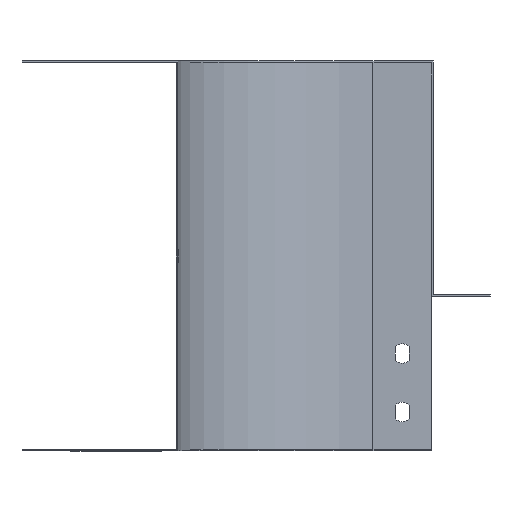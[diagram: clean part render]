
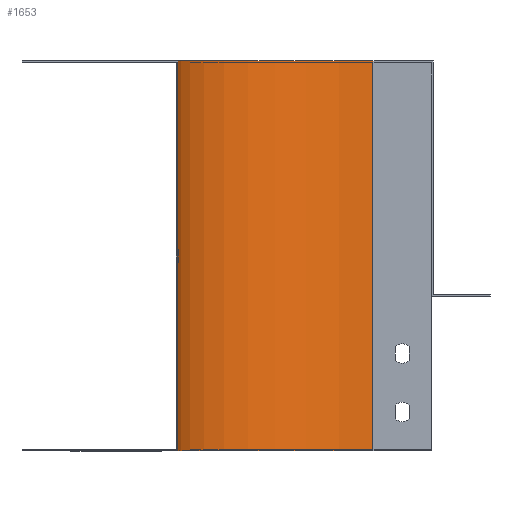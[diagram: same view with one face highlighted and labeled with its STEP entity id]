
A CAD part, left-side view. The second image highlights one B-rep face of the part: STEP entity #1653.
In plain terms, the highlighted cylindrical face has radius 100 mm (diameter 200 mm), a partial arc.
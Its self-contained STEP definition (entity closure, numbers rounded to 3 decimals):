
#52 = CARTESIAN_POINT ( 'NONE',  ( 0., 30., 1. ) ) ;
#53 = DIRECTION ( 'NONE',  ( 0., 0., -1. ) ) ;
#67 = CARTESIAN_POINT ( 'NONE',  ( -100., 30., -199. ) ) ;
#68 = DIRECTION ( 'NONE',  ( 0., 0., -1. ) ) ;
#69 = DIRECTION ( 'NONE',  ( -1., 0., 0. ) ) ;
#73 = CARTESIAN_POINT ( 'NONE',  ( -100., 30., 1. ) ) ;
#74 = DIRECTION ( 'NONE',  ( 0., 0., -1. ) ) ;
#75 = DIRECTION ( 'NONE',  ( -1., 0., 0. ) ) ;
#102 = CARTESIAN_POINT ( 'NONE',  ( -100., 130., -199. ) ) ;
#104 = CARTESIAN_POINT ( 'NONE',  ( -100., 130., 1. ) ) ;
#183 = LINE ( 'NONE', #822, #187 ) ;
#187 = VECTOR ( 'NONE', #827, 1000. ) ;
#266 = CIRCLE ( 'NONE', #979, 100. ) ;
#268 = LINE ( 'NONE', #52, #270 ) ;
#269 = CIRCLE ( 'NONE', #978, 100. ) ;
#270 = VECTOR ( 'NONE', #53, 1000. ) ;
#566 = FACE_OUTER_BOUND ( 'NONE', #2221, .T. ) ;
#570 = CYLINDRICAL_SURFACE ( 'NONE', #881, 100. ) ;
#607 = DIRECTION ( 'NONE',  ( 0., 0., -1. ) ) ;
#609 = CARTESIAN_POINT ( 'NONE',  ( -100., 30., 1. ) ) ;
#610 = DIRECTION ( 'NONE',  ( -1., 0., 0. ) ) ;
#822 = CARTESIAN_POINT ( 'NONE',  ( -100., 130., 1. ) ) ;
#827 = DIRECTION ( 'NONE',  ( 0., 0., -1. ) ) ;
#881 = AXIS2_PLACEMENT_3D ( 'NONE', #609, #607, #610 ) ;
#978 = AXIS2_PLACEMENT_3D ( 'NONE', #73, #74, #75 ) ;
#979 = AXIS2_PLACEMENT_3D ( 'NONE', #67, #68, #69 ) ;
#1260 = CARTESIAN_POINT ( 'NONE',  ( 0., 30., 1. ) ) ;
#1263 = CARTESIAN_POINT ( 'NONE',  ( 0., 30., -199. ) ) ;
#1592 = VERTEX_POINT ( 'NONE', #1260 ) ;
#1596 = VERTEX_POINT ( 'NONE', #1263 ) ;
#1653 = ADVANCED_FACE ( 'NONE', ( #566 ), #570, .F. ) ;
#2154 = EDGE_CURVE ( 'NONE', #2605, #2603, #183, .T. ) ;
#2201 = EDGE_CURVE ( 'NONE', #2603, #1596, #266, .T. ) ;
#2202 = EDGE_CURVE ( 'NONE', #1592, #1596, #268, .T. ) ;
#2203 = EDGE_CURVE ( 'NONE', #2605, #1592, #269, .T. ) ;
#2221 = EDGE_LOOP ( 'NONE', ( #2437, #2436, #2435, #2434 ) ) ;
#2434 = ORIENTED_EDGE ( 'NONE', *, *, #2203, .F. ) ;
#2435 = ORIENTED_EDGE ( 'NONE', *, *, #2202, .F. ) ;
#2436 = ORIENTED_EDGE ( 'NONE', *, *, #2201, .T. ) ;
#2437 = ORIENTED_EDGE ( 'NONE', *, *, #2154, .T. ) ;
#2603 = VERTEX_POINT ( 'NONE', #102 ) ;
#2605 = VERTEX_POINT ( 'NONE', #104 ) ;
